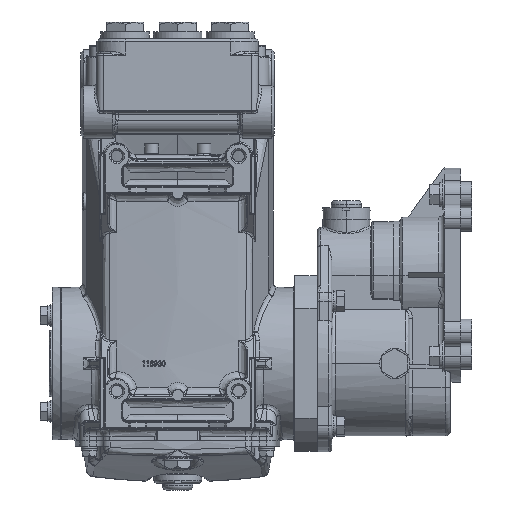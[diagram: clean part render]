
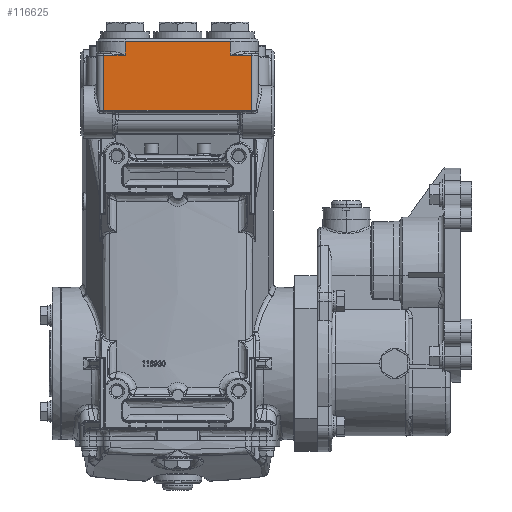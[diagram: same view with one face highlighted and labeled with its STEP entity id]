
A CAD part, front view. The second image highlights one B-rep face of the part: STEP entity #116625.
In plain terms, the highlighted planar face has unit normal (0, -1, 0).
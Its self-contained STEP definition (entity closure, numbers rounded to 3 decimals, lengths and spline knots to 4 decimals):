
#3791 = LINE ( 'NONE', #50261, #50471 ) ;
#3854 = LINE ( 'NONE', #81055, #55402 ) ;
#4812 = CARTESIAN_POINT ( 'NONE',  ( 2.1063, -2.6772, 6.024 ) ) ;
#9846 = ORIENTED_EDGE ( 'NONE', *, *, #23358, .T. ) ;
#16549 = DIRECTION ( 'NONE',  ( 0., 0., 1. ) ) ;
#18870 = VERTEX_POINT ( 'NONE', #48653 ) ;
#19372 = DIRECTION ( 'NONE',  ( 0., -1., 0. ) ) ;
#19407 = EDGE_CURVE ( 'NONE', #28023, #64636, #81235, .T. ) ;
#22703 = DIRECTION ( 'NONE',  ( -1., 0., 0. ) ) ;
#23358 = EDGE_CURVE ( 'NONE', #114373, #64636, #3791, .T. ) ;
#24051 = DIRECTION ( 'NONE',  ( 1., 0., 0. ) ) ;
#26254 = VECTOR ( 'NONE', #46158, 39.3701 ) ;
#27270 = LINE ( 'NONE', #96268, #92165 ) ;
#28023 = VERTEX_POINT ( 'NONE', #80836 ) ;
#31616 = LINE ( 'NONE', #79300, #101375 ) ;
#32678 = DIRECTION ( 'NONE',  ( -1., 0., 0. ) ) ;
#37783 = VERTEX_POINT ( 'NONE', #40422 ) ;
#38282 = LINE ( 'NONE', #94162, #113565 ) ;
#40422 = CARTESIAN_POINT ( 'NONE',  ( 1.4961, -2.6772, 8.7795 ) ) ;
#42339 = ORIENTED_EDGE ( 'NONE', *, *, #95709, .T. ) ;
#43013 = AXIS2_PLACEMENT_3D ( 'NONE', #47605, #19372, #57664 ) ;
#43916 = EDGE_CURVE ( 'NONE', #37783, #18870, #122122, .T. ) ;
#45552 = LINE ( 'NONE', #4812, #72758 ) ;
#46158 = DIRECTION ( 'NONE',  ( 0., 0., 1. ) ) ;
#47605 = CARTESIAN_POINT ( 'NONE',  ( -1.4961, -2.6772, 7.1654 ) ) ;
#48472 = CARTESIAN_POINT ( 'NONE',  ( -1.4961, -2.6772, 9.1732 ) ) ;
#48653 = CARTESIAN_POINT ( 'NONE',  ( 1.4961, -2.6772, 9.1732 ) ) ;
#49864 = EDGE_CURVE ( 'NONE', #37783, #96766, #27270, .T. ) ;
#50261 = CARTESIAN_POINT ( 'NONE',  ( -2.1063, -2.6772, 8.7795 ) ) ;
#50471 = VECTOR ( 'NONE', #32678, 39.3701 ) ;
#55402 = VECTOR ( 'NONE', #22703, 39.3701 ) ;
#57664 = DIRECTION ( 'NONE',  ( 0., 0., -1. ) ) ;
#60115 = EDGE_CURVE ( 'NONE', #65987, #96766, #45552, .T. ) ;
#64082 = ORIENTED_EDGE ( 'NONE', *, *, #43916, .T. ) ;
#64636 = VERTEX_POINT ( 'NONE', #105041 ) ;
#64916 = DIRECTION ( 'NONE',  ( 1., 0., 0. ) ) ;
#65987 = VERTEX_POINT ( 'NONE', #96579 ) ;
#68272 = PLANE ( 'NONE',  #43013 ) ;
#72758 = VECTOR ( 'NONE', #102066, 39.3701 ) ;
#77837 = ORIENTED_EDGE ( 'NONE', *, *, #60115, .T. ) ;
#79300 = CARTESIAN_POINT ( 'NONE',  ( 0., -2.6772, 7.2047 ) ) ;
#80836 = CARTESIAN_POINT ( 'NONE',  ( -2.1063, -2.6772, 7.2047 ) ) ;
#81055 = CARTESIAN_POINT ( 'NONE',  ( -1.4961, -2.6772, 9.1732 ) ) ;
#81235 = LINE ( 'NONE', #82469, #112067 ) ;
#82469 = CARTESIAN_POINT ( 'NONE',  ( -2.1063, -2.6772, 6.024 ) ) ;
#83556 = EDGE_CURVE ( 'NONE', #114373, #92584, #38282, .T. ) ;
#85835 = CARTESIAN_POINT ( 'NONE',  ( -1.4961, -2.6772, 8.7795 ) ) ;
#86748 = CARTESIAN_POINT ( 'NONE',  ( 2.1063, -2.6772, 8.7795 ) ) ;
#90186 = ORIENTED_EDGE ( 'NONE', *, *, #96906, .T. ) ;
#92165 = VECTOR ( 'NONE', #64916, 39.3701 ) ;
#92584 = VERTEX_POINT ( 'NONE', #48472 ) ;
#93452 = ORIENTED_EDGE ( 'NONE', *, *, #83556, .F. ) ;
#94162 = CARTESIAN_POINT ( 'NONE',  ( -1.4961, -2.6772, 7.1654 ) ) ;
#94477 = CARTESIAN_POINT ( 'NONE',  ( 1.4961, -2.6772, 7.1654 ) ) ;
#95709 = EDGE_CURVE ( 'NONE', #28023, #65987, #31616, .T. ) ;
#96268 = CARTESIAN_POINT ( 'NONE',  ( 2.1063, -2.6772, 8.7795 ) ) ;
#96579 = CARTESIAN_POINT ( 'NONE',  ( 2.1063, -2.6772, 7.2047 ) ) ;
#96766 = VERTEX_POINT ( 'NONE', #86748 ) ;
#96906 = EDGE_CURVE ( 'NONE', #18870, #92584, #3854, .T. ) ;
#96953 = EDGE_LOOP ( 'NONE', ( #42339, #77837, #120678, #64082, #90186, #93452, #9846, #101318 ) ) ;
#101318 = ORIENTED_EDGE ( 'NONE', *, *, #19407, .F. ) ;
#101375 = VECTOR ( 'NONE', #24051, 39.3701 ) ;
#102066 = DIRECTION ( 'NONE',  ( 0., 0., 1. ) ) ;
#105041 = CARTESIAN_POINT ( 'NONE',  ( -2.1063, -2.6772, 8.7795 ) ) ;
#106613 = FACE_OUTER_BOUND ( 'NONE', #96953, .T. ) ;
#112067 = VECTOR ( 'NONE', #16549, 39.3701 ) ;
#113565 = VECTOR ( 'NONE', #113666, 39.3701 ) ;
#113666 = DIRECTION ( 'NONE',  ( 0., 0., 1. ) ) ;
#114373 = VERTEX_POINT ( 'NONE', #85835 ) ;
#116625 = ADVANCED_FACE ( 'NONE', ( #106613 ), #68272, .T. ) ;
#120678 = ORIENTED_EDGE ( 'NONE', *, *, #49864, .F. ) ;
#122122 = LINE ( 'NONE', #94477, #26254 ) ;
